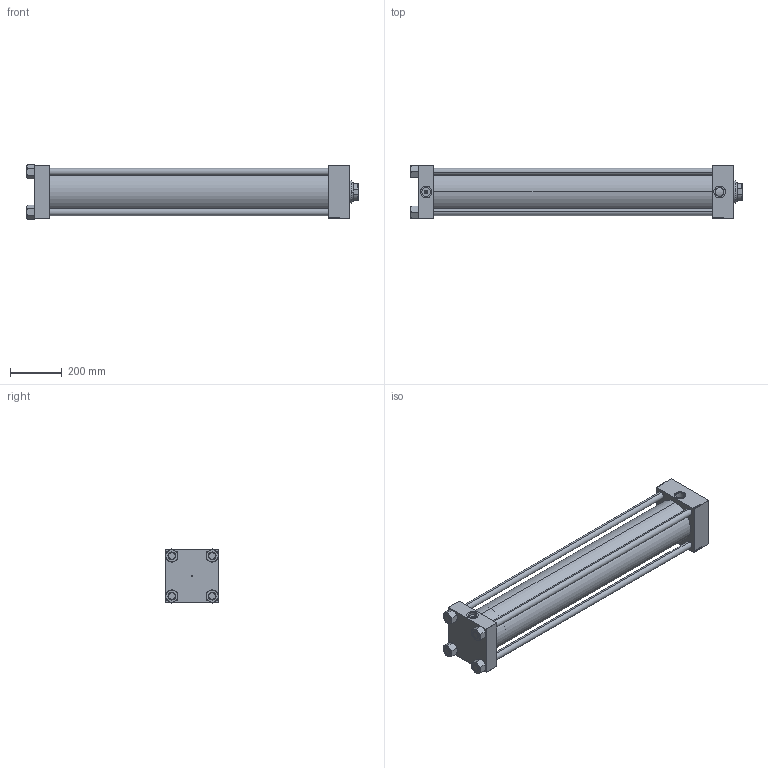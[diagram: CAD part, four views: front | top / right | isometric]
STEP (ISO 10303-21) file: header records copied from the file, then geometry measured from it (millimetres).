
FILE_DESCRIPTION (( 'STEP AP203' ), '1' );
FILE_NAME ('e44a.STEP', '2023-08-23T04:27:05', ( '' ), ( '' ), 'SwSTEP 2.0', 'SolidWorks 2019', '' );
FILE_SCHEMA (( 'CONFIG_CONTROL_DESIGN' ));
Length unit declared in the file: millimetre
Products named in the file (6): NUT_M5_C cf0deba679e38e85cacd4e006637eb78; V215CR_VCP_C cf0deba679e38e85cacd4e006637eb78; V215CR_C_Body cf0deba679e38e85cacd4e006637eb78; e44a; V215_VC_A cf0deba679e38e85cacd4e006637eb78; V215CR_C_TYCINKA cf0deba679e38e85cacd4e006637eb78
Assembly tree (11 placements, depth 2):
  e44a
    V215CR_C_Body cf0deba679e38e85cacd4e006637eb78
    V215CR_VCP_C cf0deba679e38e85cacd4e006637eb78
    NUT_M5_C cf0deba679e38e85cacd4e006637eb78  x4
    V215CR_C_TYCINKA cf0deba679e38e85cacd4e006637eb78  x4
    V215_VC_A cf0deba679e38e85cacd4e006637eb78
Bounding box: 1277 x 205 x 208.14 mm (x, y, z)
Volume: 14976098.4 mm3; surface area: 2247552.6 mm2
Topology: 11 solids, 11 shells, 1196 faces, 3034 edges, 1977 vertices
Faces by surface type: plane 574, bspline 392, cone 136, cylinder 86, torus 8
Entity records: 50762 total; most frequent: CARTESIAN_POINT 27272, ORIENTED_EDGE 5332, DIRECTION 3376, EDGE_CURVE 2666, VERTEX_POINT 1755, LINE 1614, VECTOR 1614, EDGE_LOOP 1169
